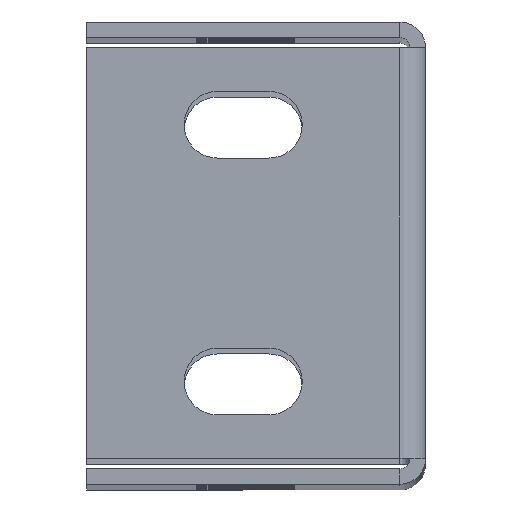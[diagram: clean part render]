
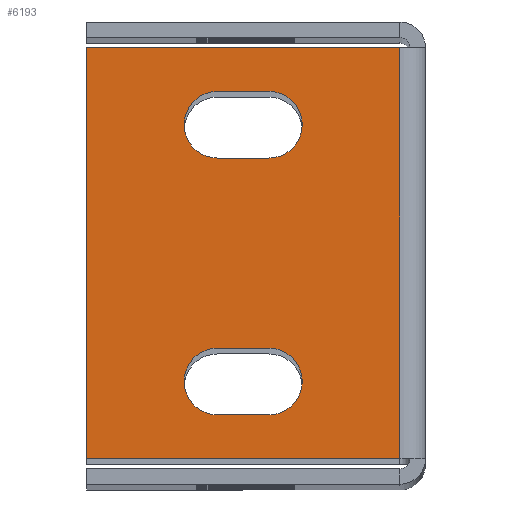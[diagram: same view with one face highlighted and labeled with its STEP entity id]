
A CAD part, top view. The second image highlights one B-rep face of the part: STEP entity #6193.
In plain terms, the highlighted planar face has unit normal (0, 0, 1).
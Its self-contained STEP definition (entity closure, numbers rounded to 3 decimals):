
#41 = CARTESIAN_POINT ( 'NONE',  ( -33., 0., 323.5 ) ) ;
#72 = AXIS2_PLACEMENT_3D ( 'NONE', #3634, #1218, #1293 ) ;
#115 = DIRECTION ( 'NONE',  ( -1., 0., 0. ) ) ;
#139 = ORIENTED_EDGE ( 'NONE', *, *, #5698, .T. ) ;
#188 = LINE ( 'NONE', #2463, #5537 ) ;
#220 = VERTEX_POINT ( 'NONE', #1147 ) ;
#404 = CARTESIAN_POINT ( 'NONE',  ( 0., -31.75, 323.5 ) ) ;
#408 = VECTOR ( 'NONE', #3762, 1000. ) ;
#506 = VECTOR ( 'NONE', #1617, 1000. ) ;
#510 = CIRCLE ( 'NONE', #623, 3.25 ) ;
#602 = CARTESIAN_POINT ( 'NONE',  ( -15.25, -10., 323.5 ) ) ;
#623 = AXIS2_PLACEMENT_3D ( 'NONE', #1362, #4301, #2514 ) ;
#749 = ORIENTED_EDGE ( 'NONE', *, *, #795, .T. ) ;
#750 = CARTESIAN_POINT ( 'NONE',  ( -15.25, -31.75, 323.5 ) ) ;
#783 = CARTESIAN_POINT ( 'NONE',  ( -20.25, -31.75, 323.5 ) ) ;
#786 = VERTEX_POINT ( 'NONE', #3030 ) ;
#795 = EDGE_CURVE ( 'NONE', #3568, #7340, #188, .T. ) ;
#916 = AXIS2_PLACEMENT_3D ( 'NONE', #5341, #5257, #115 ) ;
#947 = DIRECTION ( 'NONE',  ( -1., 0., 0. ) ) ;
#974 = EDGE_CURVE ( 'NONE', #1519, #6170, #4888, .T. ) ;
#1006 = VERTEX_POINT ( 'NONE', #6701 ) ;
#1118 = DIRECTION ( 'NONE',  ( -1., 0., 0. ) ) ;
#1147 = CARTESIAN_POINT ( 'NONE',  ( -20.25, -38.25, 323.5 ) ) ;
#1218 = DIRECTION ( 'NONE',  ( 0., 0., -1. ) ) ;
#1229 = EDGE_CURVE ( 'NONE', #5492, #4264, #4204, .T. ) ;
#1238 = CARTESIAN_POINT ( 'NONE',  ( -33., -2.5, 323.5 ) ) ;
#1293 = DIRECTION ( 'NONE',  ( -1., 0., 0. ) ) ;
#1306 = DIRECTION ( 'NONE',  ( -1., 0., 0. ) ) ;
#1362 = CARTESIAN_POINT ( 'NONE',  ( -15.25, -35., 323.5 ) ) ;
#1513 = CIRCLE ( 'NONE', #6050, 3.25 ) ;
#1519 = VERTEX_POINT ( 'NONE', #5734 ) ;
#1617 = DIRECTION ( 'NONE',  ( 1., 0., 0. ) ) ;
#1627 = AXIS2_PLACEMENT_3D ( 'NONE', #4500, #6805, #1118 ) ;
#1717 = DIRECTION ( 'NONE',  ( -1., 0., 0. ) ) ;
#1750 = VECTOR ( 'NONE', #4584, 1000. ) ;
#1865 = CIRCLE ( 'NONE', #916, 3.25 ) ;
#1916 = FACE_OUTER_BOUND ( 'NONE', #5483, .T. ) ;
#1923 = CARTESIAN_POINT ( 'NONE',  ( -2.5, -42.5, 323.5 ) ) ;
#1964 = VERTEX_POINT ( 'NONE', #1238 ) ;
#1969 = ORIENTED_EDGE ( 'NONE', *, *, #4639, .T. ) ;
#2060 = VERTEX_POINT ( 'NONE', #750 ) ;
#2118 = CIRCLE ( 'NONE', #3187, 3.25 ) ;
#2178 = VECTOR ( 'NONE', #1717, 1000. ) ;
#2182 = ORIENTED_EDGE ( 'NONE', *, *, #5125, .T. ) ;
#2248 = LINE ( 'NONE', #5078, #506 ) ;
#2300 = DIRECTION ( 'NONE',  ( 0., 0., -1. ) ) ;
#2309 = CARTESIAN_POINT ( 'NONE',  ( 0., -2.5, 323.5 ) ) ;
#2389 = EDGE_CURVE ( 'NONE', #5492, #1964, #6324, .T. ) ;
#2463 = CARTESIAN_POINT ( 'NONE',  ( 0., -13.25, 323.5 ) ) ;
#2485 = PLANE ( 'NONE',  #72 ) ;
#2514 = DIRECTION ( 'NONE',  ( -1., 0., 0. ) ) ;
#2619 = EDGE_CURVE ( 'NONE', #4745, #2060, #3136, .T. ) ;
#2878 = LINE ( 'NONE', #41, #1750 ) ;
#3022 = ORIENTED_EDGE ( 'NONE', *, *, #974, .T. ) ;
#3030 = CARTESIAN_POINT ( 'NONE',  ( -33., -42.5, 323.5 ) ) ;
#3136 = LINE ( 'NONE', #404, #408 ) ;
#3187 = AXIS2_PLACEMENT_3D ( 'NONE', #7122, #3705, #3597 ) ;
#3375 = CARTESIAN_POINT ( 'NONE',  ( 0., -38.25, 323.5 ) ) ;
#3427 = CARTESIAN_POINT ( 'NONE',  ( -15.25, -6.75, 323.5 ) ) ;
#3440 = VECTOR ( 'NONE', #4693, 1000. ) ;
#3568 = VERTEX_POINT ( 'NONE', #5614 ) ;
#3597 = DIRECTION ( 'NONE',  ( -1., 0., 0. ) ) ;
#3623 = ORIENTED_EDGE ( 'NONE', *, *, #6165, .T. ) ;
#3634 = CARTESIAN_POINT ( 'NONE',  ( 0., 0., 323.5 ) ) ;
#3697 = CARTESIAN_POINT ( 'NONE',  ( -23.5, -10., 323.5 ) ) ;
#3705 = DIRECTION ( 'NONE',  ( 0., 0., -1. ) ) ;
#3762 = DIRECTION ( 'NONE',  ( 1., 0., 0. ) ) ;
#3830 = CARTESIAN_POINT ( 'NONE',  ( -15.25, -38.25, 323.5 ) ) ;
#3953 = VERTEX_POINT ( 'NONE', #3697 ) ;
#4018 = ORIENTED_EDGE ( 'NONE', *, *, #1229, .F. ) ;
#4060 = EDGE_CURVE ( 'NONE', #786, #4264, #2248, .T. ) ;
#4107 = ORIENTED_EDGE ( 'NONE', *, *, #4601, .T. ) ;
#4204 = LINE ( 'NONE', #1923, #3440 ) ;
#4229 = EDGE_LOOP ( 'NONE', ( #3022, #4107, #749, #3623, #2182 ) ) ;
#4263 = VECTOR ( 'NONE', #6060, 1000. ) ;
#4264 = VERTEX_POINT ( 'NONE', #5686 ) ;
#4301 = DIRECTION ( 'NONE',  ( 0., 0., -1. ) ) ;
#4346 = VERTEX_POINT ( 'NONE', #3830 ) ;
#4378 = CARTESIAN_POINT ( 'NONE',  ( -20.25, -13.25, 323.5 ) ) ;
#4416 = ORIENTED_EDGE ( 'NONE', *, *, #2389, .T. ) ;
#4493 = ORIENTED_EDGE ( 'NONE', *, *, #5631, .T. ) ;
#4500 = CARTESIAN_POINT ( 'NONE',  ( -20.25, -35., 323.5 ) ) ;
#4520 = EDGE_CURVE ( 'NONE', #220, #1006, #1865, .T. ) ;
#4548 = CARTESIAN_POINT ( 'NONE',  ( -2.5, -2.5, 323.5 ) ) ;
#4549 = ORIENTED_EDGE ( 'NONE', *, *, #4520, .T. ) ;
#4584 = DIRECTION ( 'NONE',  ( 0., -1., 0. ) ) ;
#4601 = EDGE_CURVE ( 'NONE', #6170, #3568, #5574, .T. ) ;
#4639 = EDGE_CURVE ( 'NONE', #1964, #786, #2878, .T. ) ;
#4693 = DIRECTION ( 'NONE',  ( 0., -1., 0. ) ) ;
#4745 = VERTEX_POINT ( 'NONE', #783 ) ;
#4844 = CIRCLE ( 'NONE', #1627, 3.25 ) ;
#4888 = LINE ( 'NONE', #4958, #4263 ) ;
#4958 = CARTESIAN_POINT ( 'NONE',  ( 0., -6.75, 323.5 ) ) ;
#5073 = ORIENTED_EDGE ( 'NONE', *, *, #6190, .T. ) ;
#5078 = CARTESIAN_POINT ( 'NONE',  ( 0., -42.5, 323.5 ) ) ;
#5125 = EDGE_CURVE ( 'NONE', #3953, #1519, #2118, .T. ) ;
#5257 = DIRECTION ( 'NONE',  ( 0., 0., -1. ) ) ;
#5341 = CARTESIAN_POINT ( 'NONE',  ( -20.25, -35., 323.5 ) ) ;
#5455 = AXIS2_PLACEMENT_3D ( 'NONE', #602, #5860, #1306 ) ;
#5483 = EDGE_LOOP ( 'NONE', ( #4018, #4416, #1969, #6741 ) ) ;
#5492 = VERTEX_POINT ( 'NONE', #4548 ) ;
#5537 = VECTOR ( 'NONE', #7109, 1000. ) ;
#5565 = ORIENTED_EDGE ( 'NONE', *, *, #2619, .T. ) ;
#5574 = CIRCLE ( 'NONE', #5455, 3.25 ) ;
#5614 = CARTESIAN_POINT ( 'NONE',  ( -15.25, -13.25, 323.5 ) ) ;
#5631 = EDGE_CURVE ( 'NONE', #2060, #4346, #510, .T. ) ;
#5645 = VECTOR ( 'NONE', #947, 1000. ) ;
#5686 = CARTESIAN_POINT ( 'NONE',  ( -2.5, -42.5, 323.5 ) ) ;
#5698 = EDGE_CURVE ( 'NONE', #4346, #220, #6072, .T. ) ;
#5734 = CARTESIAN_POINT ( 'NONE',  ( -20.25, -6.75, 323.5 ) ) ;
#5860 = DIRECTION ( 'NONE',  ( 0., 0., -1. ) ) ;
#6050 = AXIS2_PLACEMENT_3D ( 'NONE', #6732, #2300, #6244 ) ;
#6060 = DIRECTION ( 'NONE',  ( 1., 0., 0. ) ) ;
#6072 = LINE ( 'NONE', #3375, #5645 ) ;
#6165 = EDGE_CURVE ( 'NONE', #7340, #3953, #1513, .T. ) ;
#6170 = VERTEX_POINT ( 'NONE', #3427 ) ;
#6190 = EDGE_CURVE ( 'NONE', #1006, #4745, #4844, .T. ) ;
#6193 = ADVANCED_FACE ( 'NONE', ( #6379, #6455, #1916 ), #2485, .F. ) ;
#6244 = DIRECTION ( 'NONE',  ( -1., 0., 0. ) ) ;
#6324 = LINE ( 'NONE', #2309, #2178 ) ;
#6379 = FACE_BOUND ( 'NONE', #6465, .T. ) ;
#6455 = FACE_BOUND ( 'NONE', #4229, .T. ) ;
#6465 = EDGE_LOOP ( 'NONE', ( #5565, #4493, #139, #4549, #5073 ) ) ;
#6701 = CARTESIAN_POINT ( 'NONE',  ( -23.5, -35., 323.5 ) ) ;
#6732 = CARTESIAN_POINT ( 'NONE',  ( -20.25, -10., 323.5 ) ) ;
#6741 = ORIENTED_EDGE ( 'NONE', *, *, #4060, .T. ) ;
#6805 = DIRECTION ( 'NONE',  ( 0., 0., -1. ) ) ;
#7109 = DIRECTION ( 'NONE',  ( -1., 0., 0. ) ) ;
#7122 = CARTESIAN_POINT ( 'NONE',  ( -20.25, -10., 323.5 ) ) ;
#7340 = VERTEX_POINT ( 'NONE', #4378 ) ;
